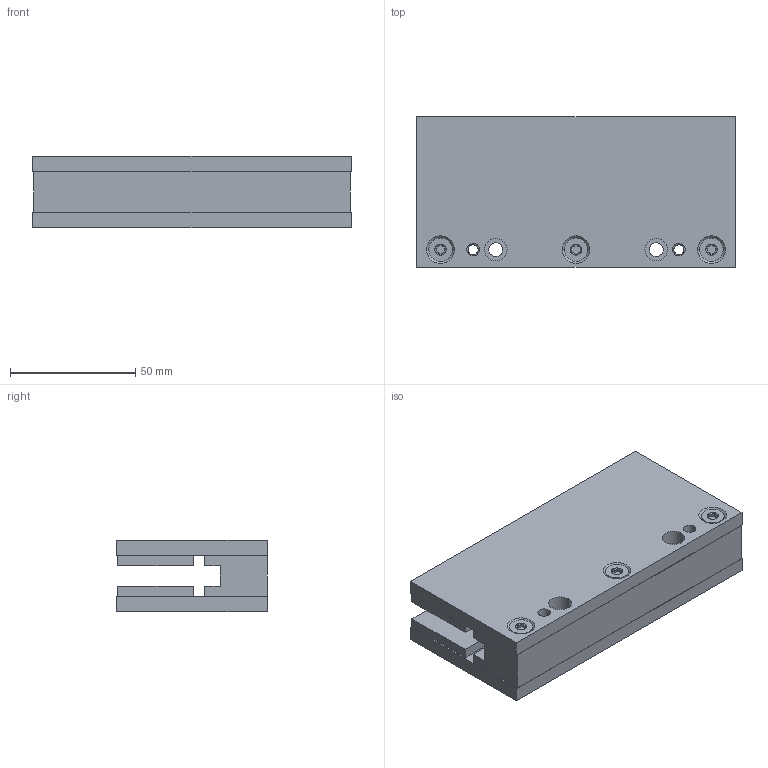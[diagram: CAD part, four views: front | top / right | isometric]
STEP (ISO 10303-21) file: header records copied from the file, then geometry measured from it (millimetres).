
FILE_DESCRIPTION((''),'2;1');
FILE_NAME('1258326-01-Z01','2019-02-08T11:21:12',('ch52332'),(''),'CREO PARAMETRIC BY PTC INC, 2017380','CREO PARAMETRIC BY PTC INC, 2017380','');
FILE_SCHEMA(('AUTOMOTIVE_DESIGN { 1 0 10303 214 1 1 1 1 }'));
Length unit declared in the file: millimetre
Products named in the file (1): 1258326-01-Z01
Bounding box: 127.15 x 60.1 x 28.31 mm (x, y, z)
Volume: 159850.6 mm3; surface area: 43861.3 mm2
Topology: 1 solids, 10 shells, 344 faces, 794 edges, 500 vertices
Faces by surface type: cylinder 138, plane 134, cone 72
Entity records: 10882 total; most frequent: CARTESIAN_POINT 2192, DIRECTION 1638, ORIENTED_EDGE 1588, EDGE_CURVE 794, AXIS2_PLACEMENT_3D 608, VERTEX_POINT 500, VECTOR 422, LINE 422
